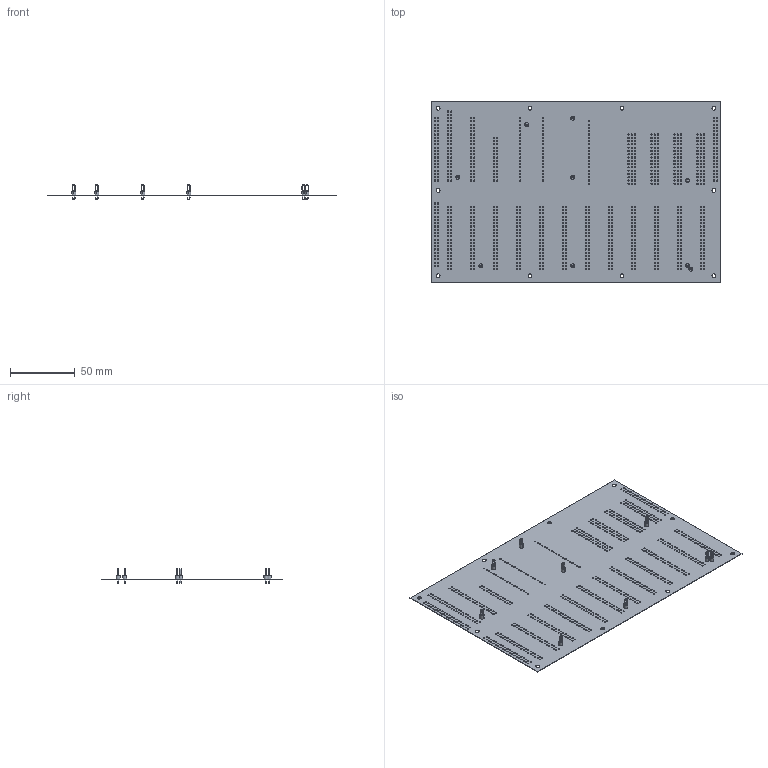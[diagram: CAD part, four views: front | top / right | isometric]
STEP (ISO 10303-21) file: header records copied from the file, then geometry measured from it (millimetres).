
FILE_DESCRIPTION(('Open CASCADE Model'),'2;1');
FILE_NAME('Open CASCADE Shape Model','2022-07-03T13:52:29',('Author'),( 'Open CASCADE'),'Open CASCADE STEP processor 6.8','Open CASCADE 6.8' ,'Unknown');
FILE_SCHEMA(('AUTOMOTIVE_DESIGN { 1 0 10303 214 1 1 1 1 }'));
Length unit declared in the file: millimetre
Products named in the file (13): PCB; Board; Open CASCADE STEP translator 6.8 7.1.1; TP9; keystone-PN5011; TP8; TP7; TP4; TP6; TP5; TP3; TP2; TP1
Assembly tree (20 placements, depth 3):
  PCB
    Board
      Open CASCADE STEP translator 6.8 7.1.1
    TP9
      keystone-PN5011
    TP8
      keystone-PN5011
    TP7
      keystone-PN5011
    TP4
      keystone-PN5011
    TP6
      keystone-PN5011
    TP5
      keystone-PN5011
    TP3
      keystone-PN5011
    TP2
      keystone-PN5011
    TP1
      keystone-PN5011
Bounding box: 223.52 x 139.7 x 11.3 mm (x, y, z)
Volume: 12824.3 mm3; surface area: 63462.7 mm2
Topology: 10 solids, 10 shells, 1421 faces, 4113 edges, 2694 vertices
Faces by surface type: cylinder 1109, plane 312
Full cylindrical faces by diameter (mm): 0.9 x964, 1.6 x9, 2.946 x10
Entity records: 40366 total; most frequent: DIRECTION 7203, CARTESIAN_POINT 6201, ORIENTED_EDGE 6178, EDGE_CURVE 3089, AXIS2_PLACEMENT_3D 3056, FACE_BOUND 3005, EDGE_LOOP 3005, VERTEX_POINT 2054
